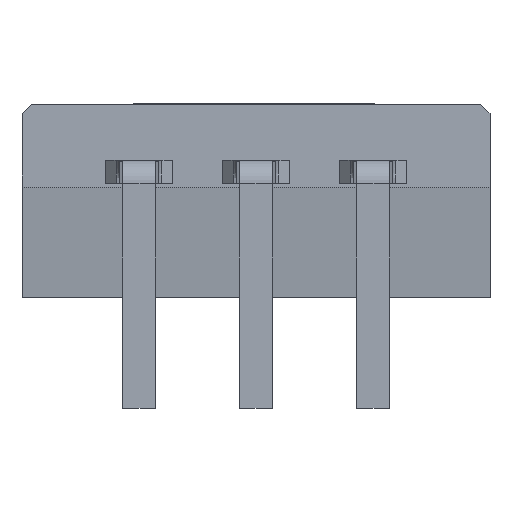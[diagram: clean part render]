
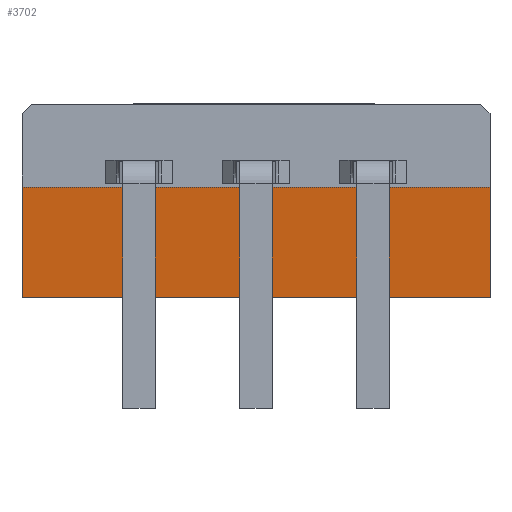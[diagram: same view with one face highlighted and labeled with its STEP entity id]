
A CAD part, front view. The second image highlights one B-rep face of the part: STEP entity #3702.
In plain terms, the highlighted planar face has unit normal (0, -0.994, -0.107).
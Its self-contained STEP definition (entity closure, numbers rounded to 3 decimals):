
#483=FACE_OUTER_BOUND('',#679,.T.);
#679=EDGE_LOOP('',(#2721,#2722,#2723,#2724));
#950=LINE('',#5270,#1328);
#961=LINE('',#5333,#1339);
#962=LINE('',#5335,#1340);
#963=LINE('',#5336,#1341);
#1328=VECTOR('',#4222,1000.);
#1339=VECTOR('',#4251,1000.);
#1340=VECTOR('',#4252,1000.);
#1341=VECTOR('',#4253,1000.);
#1707=VERTEX_POINT('',#5257);
#1709=VERTEX_POINT('',#5268);
#1715=VERTEX_POINT('',#5332);
#1716=VERTEX_POINT('',#5334);
#2098=EDGE_CURVE('',#1707,#1709,#950,.T.);
#2112=EDGE_CURVE('',#1715,#1709,#961,.T.);
#2113=EDGE_CURVE('',#1716,#1715,#962,.T.);
#2114=EDGE_CURVE('',#1707,#1716,#963,.T.);
#2721=ORIENTED_EDGE('',*,*,#2098,.T.);
#2722=ORIENTED_EDGE('',*,*,#2112,.F.);
#2723=ORIENTED_EDGE('',*,*,#2113,.F.);
#2724=ORIENTED_EDGE('',*,*,#2114,.F.);
#3562=PLANE('',#3927);
#3702=ADVANCED_FACE('',(#483),#3562,.F.);
#3927=AXIS2_PLACEMENT_3D('',#5331,#4249,#4250);
#4222=DIRECTION('',(1.,0.,0.));
#4249=DIRECTION('center_axis',(0.,0.994,0.107));
#4250=DIRECTION('ref_axis',(0.,-0.107,0.994));
#4251=DIRECTION('',(0.,0.107,-0.994));
#4252=DIRECTION('',(1.,0.,0.));
#4253=DIRECTION('',(0.,-0.107,0.994));
#5257=CARTESIAN_POINT('',(-5.08,0.258,0.));
#5268=CARTESIAN_POINT('',(5.08,0.258,0.));
#5270=CARTESIAN_POINT('',(0.,0.258,0.));
#5331=CARTESIAN_POINT('Origin',(5.08,0.258,0.));
#5332=CARTESIAN_POINT('',(5.08,0.,2.394));
#5333=CARTESIAN_POINT('',(5.08,0.258,0.));
#5334=CARTESIAN_POINT('',(-5.08,0.,2.394));
#5335=CARTESIAN_POINT('',(5.08,0.,2.394));
#5336=CARTESIAN_POINT('',(-5.08,0.258,0.));
